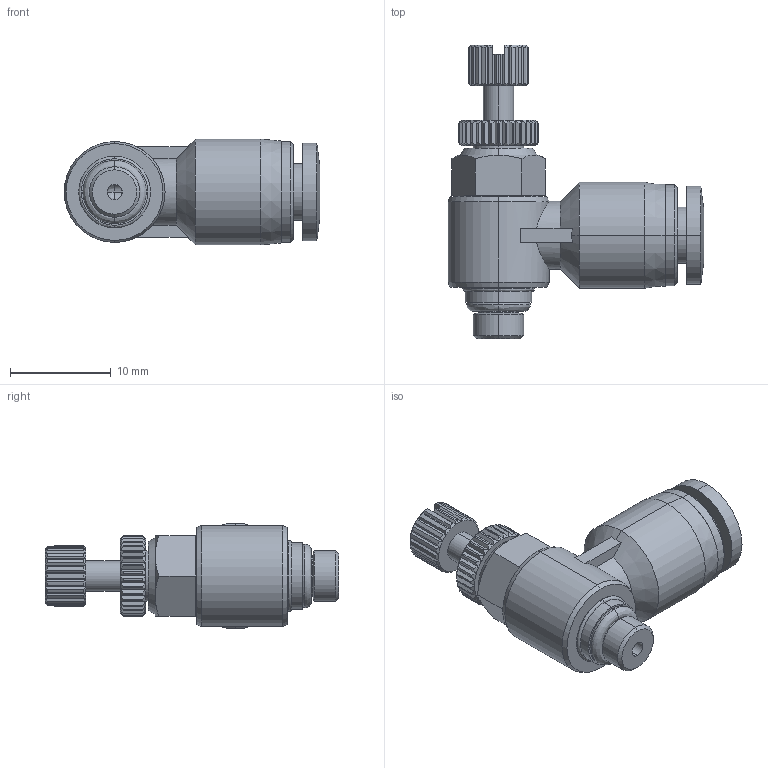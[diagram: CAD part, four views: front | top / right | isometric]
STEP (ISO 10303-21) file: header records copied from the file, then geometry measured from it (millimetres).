
FILE_DESCRIPTION (( 'STEP AP214' ), '1' );
FILE_NAME ('FVS4M-M5.step', '2016-02-24T20:36:22', ( '' ), ( '' ), 'SwSTEP 2.0', 'SolidWorks 2015', '' );
FILE_SCHEMA (( 'AUTOMOTIVE_DESIGN' ));
Length unit declared in the file: inch
Products named in the file (1): FVS4M-M5
Bounding box: 25.35 x 29.1 x 10.5 mm (x, y, z)
Volume: 2228.9 mm3; surface area: 1937.2 mm2
Topology: 2 solids, 2 shells, 341 faces, 838 edges, 512 vertices
Faces by surface type: plane 150, cylinder 96, cone 79, bspline 10, torus 6
Entity records: 10831 total; most frequent: CARTESIAN_POINT 3081, ORIENTED_EDGE 1672, DIRECTION 1541, EDGE_CURVE 836, AXIS2_PLACEMENT_3D 633, VERTEX_POINT 512, EDGE_LOOP 358, FACE_OUTER_BOUND 341
